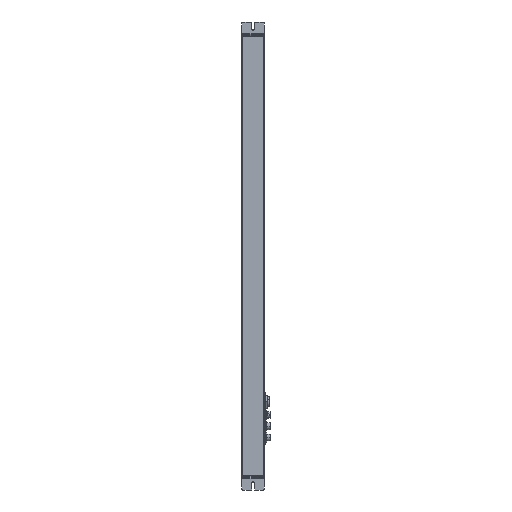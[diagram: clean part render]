
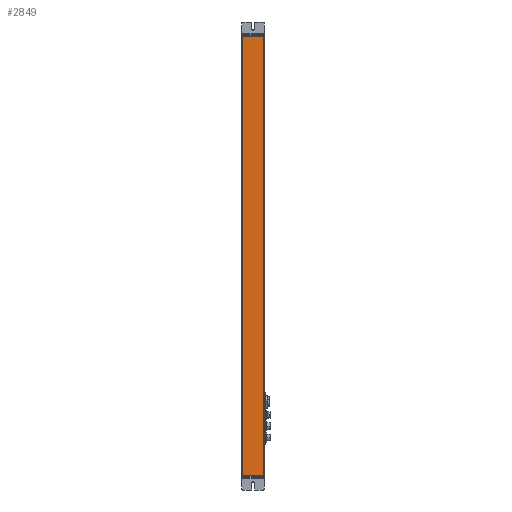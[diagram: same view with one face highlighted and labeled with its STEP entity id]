
A CAD part, front view. The second image highlights one B-rep face of the part: STEP entity #2849.
In plain terms, the highlighted planar face has unit normal (0, -1, 0).
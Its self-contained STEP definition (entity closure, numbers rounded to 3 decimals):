
#2810=CARTESIAN_POINT('Axis2P3D Location',(0.,0.,0.)) ;
#2815=CARTESIAN_POINT('Line Origine',(0.,0.,486.)) ;
#2819=CARTESIAN_POINT('Vertex',(0.,0.,0.)) ;
#2821=CARTESIAN_POINT('Vertex',(0.,0.,972.)) ;
#2824=CARTESIAN_POINT('Line Origine',(25.,0.,0.)) ;
#2828=CARTESIAN_POINT('Vertex',(50.,0.,0.)) ;
#2831=CARTESIAN_POINT('Line Origine',(50.,0.,486.)) ;
#2835=CARTESIAN_POINT('Vertex',(50.,0.,972.)) ;
#2838=CARTESIAN_POINT('Line Origine',(25.,0.,972.)) ;
#2811=DIRECTION('Axis2P3D Direction',(0.,-1.,0.)) ;
#2812=DIRECTION('Axis2P3D XDirection',(1.,0.,0.)) ;
#2816=DIRECTION('Vector Direction',(0.,0.,1.)) ;
#2825=DIRECTION('Vector Direction',(1.,0.,0.)) ;
#2832=DIRECTION('Vector Direction',(0.,0.,1.)) ;
#2839=DIRECTION('Vector Direction',(1.,0.,0.)) ;
#2813=AXIS2_PLACEMENT_3D('Plane Axis2P3D',#2810,#2811,#2812) ;
#2844=ORIENTED_EDGE('',*,*,#2823,.F.) ;
#2845=ORIENTED_EDGE('',*,*,#2830,.T.) ;
#2846=ORIENTED_EDGE('',*,*,#2837,.T.) ;
#2847=ORIENTED_EDGE('',*,*,#2842,.F.) ;
#2817=VECTOR('Line Direction',#2816,1.) ;
#2826=VECTOR('Line Direction',#2825,1.) ;
#2833=VECTOR('Line Direction',#2832,1.) ;
#2840=VECTOR('Line Direction',#2839,1.) ;
#2849=ADVANCED_FACE('PartBody',(#2848),#2814,.T.) ;
#2823=EDGE_CURVE('',#2820,#2822,#2818,.T.) ;
#2830=EDGE_CURVE('',#2820,#2829,#2827,.T.) ;
#2837=EDGE_CURVE('',#2829,#2836,#2834,.T.) ;
#2842=EDGE_CURVE('',#2822,#2836,#2841,.T.) ;
#2843=EDGE_LOOP('',(#2844,#2845,#2846,#2847)) ;
#2848=FACE_OUTER_BOUND('',#2843,.T.) ;
#2818=LINE('Line',#2815,#2817) ;
#2827=LINE('Line',#2824,#2826) ;
#2834=LINE('Line',#2831,#2833) ;
#2841=LINE('Line',#2838,#2840) ;
#2814=PLANE('Plane',#2813) ;
#2820=VERTEX_POINT('',#2819) ;
#2822=VERTEX_POINT('',#2821) ;
#2829=VERTEX_POINT('',#2828) ;
#2836=VERTEX_POINT('',#2835) ;
